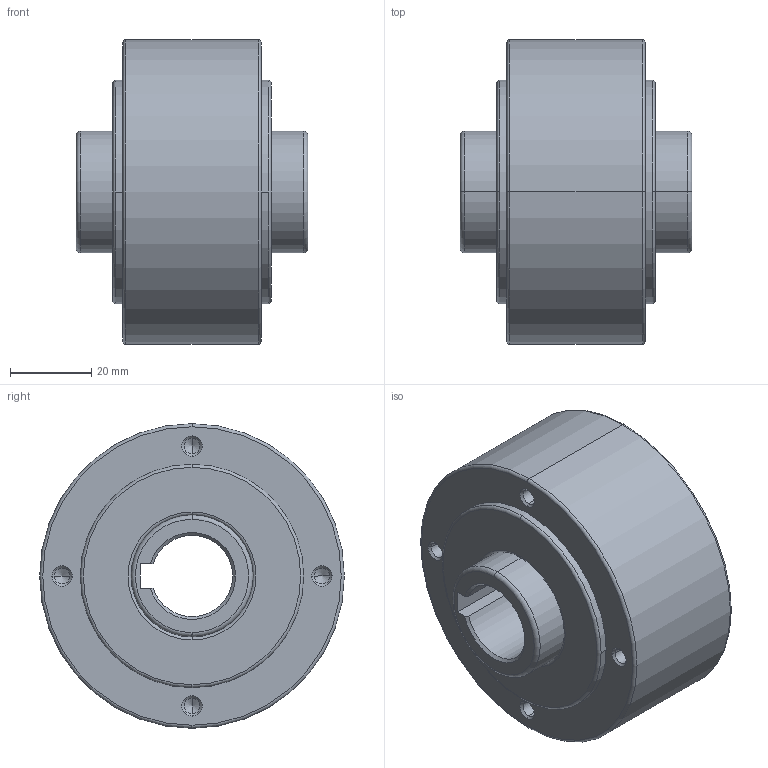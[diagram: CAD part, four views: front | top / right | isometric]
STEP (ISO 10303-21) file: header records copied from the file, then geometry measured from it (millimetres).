
FILE_DESCRIPTION(('STEP AP214'),'1');
FILE_NAME('gl_20.stp','2017-12-05T15:27:40',('TraceParts'),('TraceParts S.A.'),'Spatial InterOp 3D',' ',' ');
FILE_SCHEMA(('automotive_design'));
Length unit declared in the file: millimetre
Products named in the file (1): gl_20
Bounding box: 57 x 75 x 75 mm (x, y, z)
Volume: 154422.5 mm3; surface area: 25184.1 mm2
Topology: 1 solids, 5 shells, 149 faces, 349 edges, 210 vertices
Faces by surface type: cylinder 52, cone 52, torus 24, plane 21
Entity records: 4240 total; most frequent: DIRECTION 847, CARTESIAN_POINT 701, ORIENTED_EDGE 666, AXIS2_PLACEMENT_3D 368, EDGE_CURVE 333, CIRCLE 218, VERTEX_POINT 210, EDGE_LOOP 175
